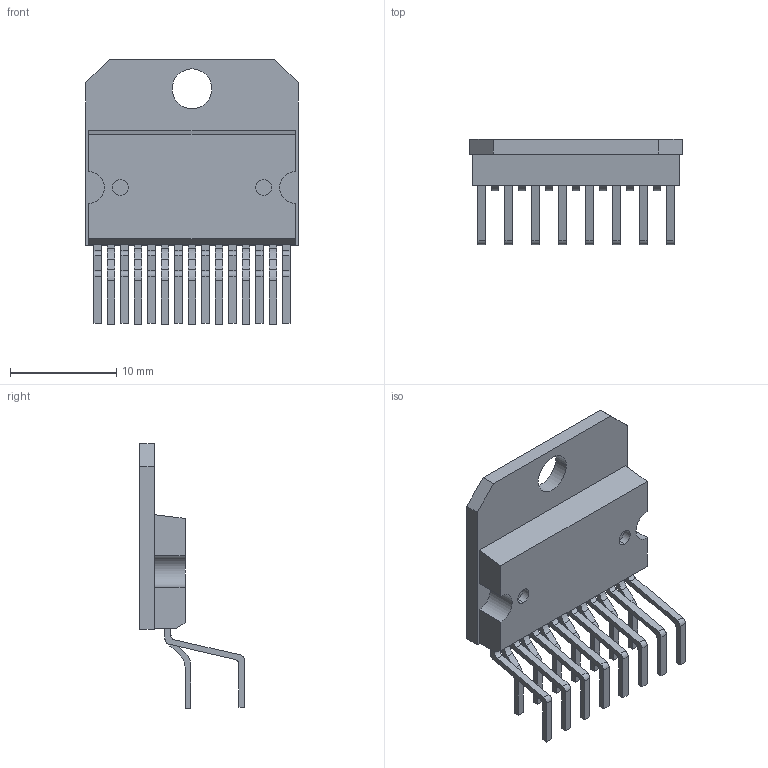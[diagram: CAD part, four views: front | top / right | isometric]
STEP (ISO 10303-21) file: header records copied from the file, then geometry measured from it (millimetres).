
FILE_DESCRIPTION(('FreeCAD Model'),'2;1');
FILE_NAME('Open CASCADE Shape Model','2021-12-26T14:50:07',( 'kicad StepUp'),('ksu MCAD'),'Open CASCADE STEP processor 7.5', 'FreeCAD','Unknown');
FILE_SCHEMA(('AUTOMOTIVE_DESIGN { 1 0 10303 214 1 1 1 1 }'));
Length unit declared in the file: millimetre
Products named in the file (1): TO-220-15_P2.54x2.54mm_Lead4.58mm_Vertical
Bounding box: 20 x 9.89 x 24.95 mm (x, y, z)
Volume: 1094.6 mm3; surface area: 1356.6 mm2
Topology: 1 solids, 1 shells, 221 faces, 603 edges, 402 vertices
Faces by surface type: plane 153, cylinder 68
Entity records: 7112 total; most frequent: CARTESIAN_POINT 1227, ORIENTED_EDGE 1206, DIRECTION 1183, EDGE_CURVE 603, LINE 467, VECTOR 467, VERTEX_POINT 402, AXIS2_PLACEMENT_3D 358
